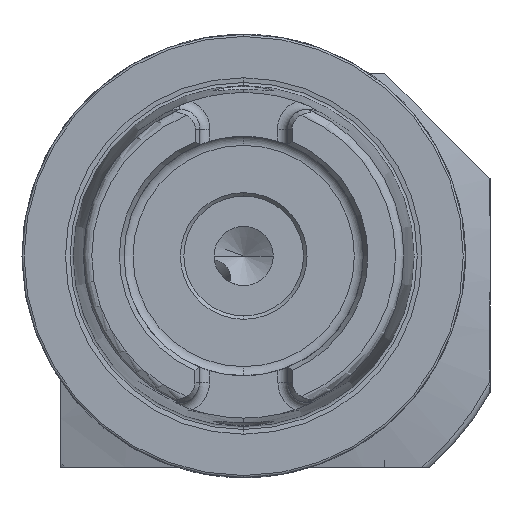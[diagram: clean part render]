
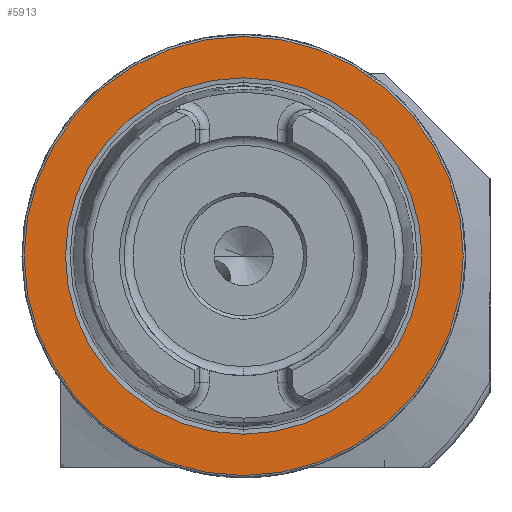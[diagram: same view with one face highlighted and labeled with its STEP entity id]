
A CAD part, left-side view. The second image highlights one B-rep face of the part: STEP entity #5913.
In plain terms, the highlighted planar face has unit normal (-1, 0, 0).
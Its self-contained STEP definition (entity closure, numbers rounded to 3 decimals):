
#48 = EDGE_LOOP ( 'NONE', ( #1550, #304 ) ) ;
#301 = CIRCLE ( 'NONE', #7969, 25.324 ) ;
#304 = ORIENTED_EDGE ( 'NONE', *, *, #7528, .F. ) ;
#582 = VERTEX_POINT ( 'NONE', #6825 ) ;
#924 = EDGE_CURVE ( 'NONE', #7022, #582, #2214, .T. ) ;
#1003 = DIRECTION ( 'NONE',  ( 0., 0., -1. ) ) ;
#1011 = AXIS2_PLACEMENT_3D ( 'NONE', #3211, #5158, #1820 ) ;
#1233 = VERTEX_POINT ( 'NONE', #4816 ) ;
#1409 = AXIS2_PLACEMENT_3D ( 'NONE', #8194, #6862, #1003 ) ;
#1507 = DIRECTION ( 'NONE',  ( -1., 0., 0. ) ) ;
#1550 = ORIENTED_EDGE ( 'NONE', *, *, #7970, .F. ) ;
#1636 = VERTEX_POINT ( 'NONE', #8373 ) ;
#1820 = DIRECTION ( 'NONE',  ( 0., 0., 1. ) ) ;
#2210 = CARTESIAN_POINT ( 'NONE',  ( 0., 0., 0. ) ) ;
#2214 = CIRCLE ( 'NONE', #3531, 31.2 ) ;
#2474 = ORIENTED_EDGE ( 'NONE', *, *, #924, .T. ) ;
#2871 = DIRECTION ( 'NONE',  ( 0., 0., 1. ) ) ;
#3211 = CARTESIAN_POINT ( 'NONE',  ( 0., 0., 0. ) ) ;
#3390 = CIRCLE ( 'NONE', #5984, 25.324 ) ;
#3531 = AXIS2_PLACEMENT_3D ( 'NONE', #4064, #1507, #7963 ) ;
#3629 = ORIENTED_EDGE ( 'NONE', *, *, #3670, .T. ) ;
#3670 = EDGE_CURVE ( 'NONE', #582, #7022, #6609, .T. ) ;
#4064 = CARTESIAN_POINT ( 'NONE',  ( 0., 0., 0. ) ) ;
#4576 = EDGE_LOOP ( 'NONE', ( #2474, #3629 ) ) ;
#4816 = CARTESIAN_POINT ( 'NONE',  ( 0., 0., 25.324 ) ) ;
#4902 = CARTESIAN_POINT ( 'NONE',  ( 0., 0., 31.2 ) ) ;
#5002 = DIRECTION ( 'NONE',  ( -1., 0., 0. ) ) ;
#5158 = DIRECTION ( 'NONE',  ( -1., 0., 0. ) ) ;
#5432 = CARTESIAN_POINT ( 'NONE',  ( 0., 0., 0. ) ) ;
#5913 = ADVANCED_FACE ( 'NONE', ( #7298, #6181 ), #6836, .F. ) ;
#5984 = AXIS2_PLACEMENT_3D ( 'NONE', #5432, #5002, #8247 ) ;
#6181 = FACE_OUTER_BOUND ( 'NONE', #4576, .T. ) ;
#6609 = CIRCLE ( 'NONE', #1011, 31.2 ) ;
#6800 = DIRECTION ( 'NONE',  ( -1., 0., 0. ) ) ;
#6825 = CARTESIAN_POINT ( 'NONE',  ( 0., 0., -31.2 ) ) ;
#6836 = PLANE ( 'NONE',  #1409 ) ;
#6862 = DIRECTION ( 'NONE',  ( 1., 0., 0. ) ) ;
#7022 = VERTEX_POINT ( 'NONE', #4902 ) ;
#7298 = FACE_BOUND ( 'NONE', #48, .T. ) ;
#7528 = EDGE_CURVE ( 'NONE', #1636, #1233, #301, .T. ) ;
#7963 = DIRECTION ( 'NONE',  ( 0., 0., 1. ) ) ;
#7969 = AXIS2_PLACEMENT_3D ( 'NONE', #2210, #6800, #2871 ) ;
#7970 = EDGE_CURVE ( 'NONE', #1233, #1636, #3390, .T. ) ;
#8194 = CARTESIAN_POINT ( 'NONE',  ( 0., 31.2, 0. ) ) ;
#8247 = DIRECTION ( 'NONE',  ( 0., 0., 1. ) ) ;
#8373 = CARTESIAN_POINT ( 'NONE',  ( 0., 0., -25.324 ) ) ;
